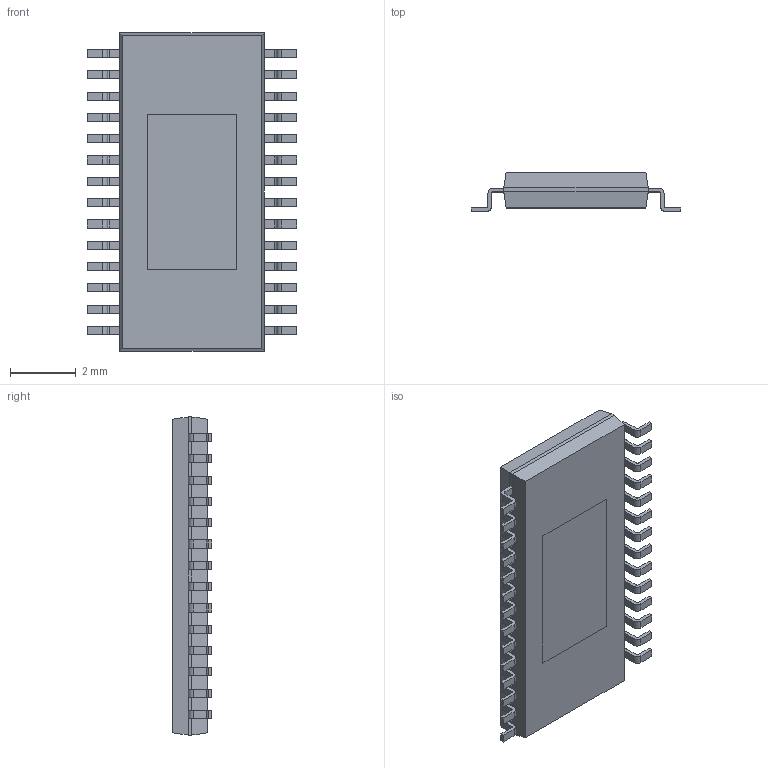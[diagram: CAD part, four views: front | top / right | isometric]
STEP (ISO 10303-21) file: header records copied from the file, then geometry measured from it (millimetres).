
FILE_DESCRIPTION (( 'STEP AP214' ),'1' );
FILE_NAME ('LTC3118IFE#PBF.STEP','2020-12-18T12:06:52',( '' ),( '' ),'SwSTEP 2.0','SolidWorks 2018','' );
FILE_SCHEMA (( 'AUTOMOTIVE_DESIGN' ));
Length unit declared in the file: millimetre
Products named in the file (1): LTC3118IFE#PBF
Bounding box: 6.4 x 1.2 x 9.7 mm (x, y, z)
Volume: 46.3 mm3; surface area: 172.7 mm2
Topology: 30 solids, 30 shells, 417 faces, 1060 edges, 704 vertices
Faces by surface type: plane 305, cylinder 112
Entity records: 8410 total; most frequent: ORIENTED_EDGE 2112, EDGE_CURVE 1056, CARTESIAN_POINT 942, LINE 832, VERTEX_POINT 700, AXIS2_PLACEMENT_3D 570, EDGE_LOOP 418, FACE_OUTER_BOUND 417
